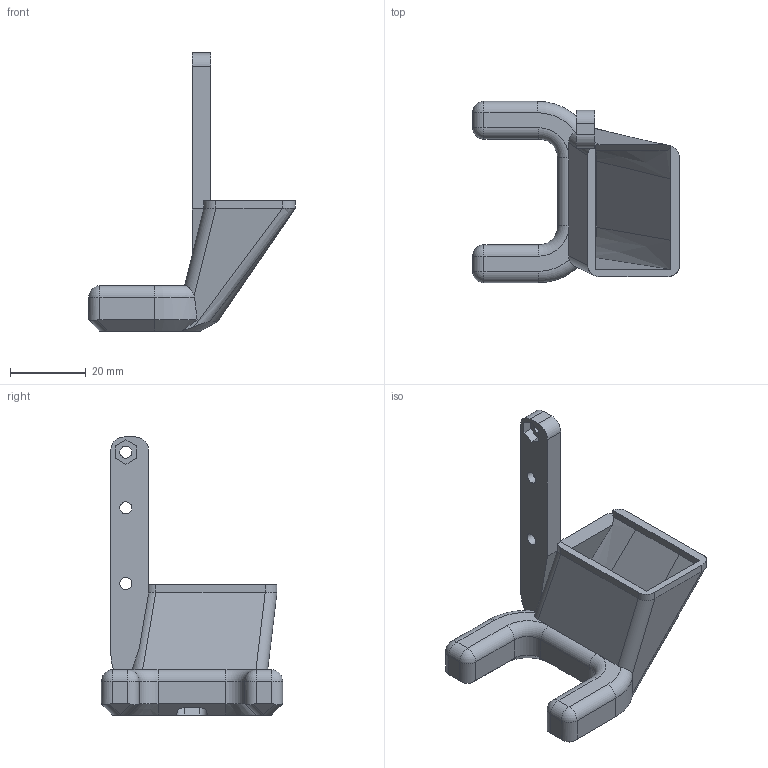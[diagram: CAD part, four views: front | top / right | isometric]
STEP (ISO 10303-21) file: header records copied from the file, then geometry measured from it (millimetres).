
FILE_DESCRIPTION(/* description */ (''),/* implementation_level */ '2;1');
FILE_NAME(/* name */ 'd300p_aero_fan_duct.step',/* time_stamp */ '2018-01-29T08:25:03-05:00',/* author */ (''),/* organization */ (''),/* preprocessor_version */ 'ST-DEVELOPER v16.13',/* originating_system */ 'Autodesk Translation Framework v6.5.0.72',/* authorisation */ '');
FILE_SCHEMA (('AUTOMOTIVE_DESIGN { 1 0 10303 214 3 1 1 }'));
Length unit declared in the file: millimetre
Products named in the file (2): d300p_aero_fan_duct; fan mount
Assembly tree (1 placements, depth 2):
  d300p_aero_fan_duct
    fan mount
Bounding box: 54.75 x 48 x 73.65 mm (x, y, z)
Volume: 12202.1 mm3; surface area: 12479 mm2
Topology: 1 solids, 1 shells, 171 faces, 474 edges, 301 vertices
Faces by surface type: plane 88, cylinder 45, bspline 22, cone 8, torus 4, sphere 4
Full cylindrical faces by diameter (mm): 3.2 x3, 6 x1
Entity records: 6051 total; most frequent: CARTESIAN_POINT 1692, ORIENTED_EDGE 948, DIRECTION 857, EDGE_CURVE 474, VERTEX_POINT 301, AXIS2_PLACEMENT_3D 295, LINE 267, VECTOR 267
